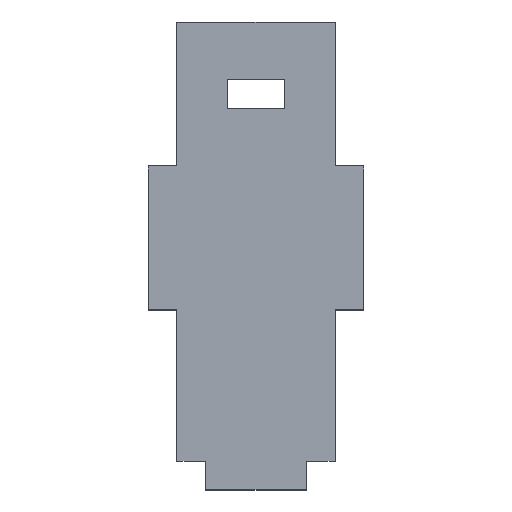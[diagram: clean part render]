
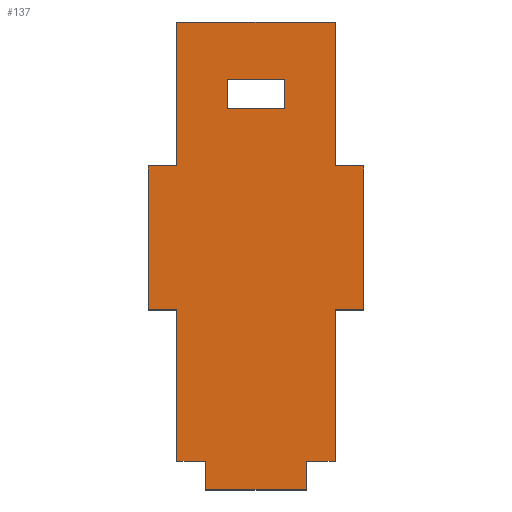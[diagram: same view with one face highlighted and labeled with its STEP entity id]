
A CAD part, top view. The second image highlights one B-rep face of the part: STEP entity #137.
In plain terms, the highlighted planar face has unit normal (0, 0, 1).
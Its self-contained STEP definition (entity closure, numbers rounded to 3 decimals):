
#113=FACE_BOUND('',#201,.T.);
#114=FACE_BOUND('',#202,.T.);
#137=ADVANCED_FACE('',(#113,#114),#159,.T.);
#159=PLANE('',#735);
#201=EDGE_LOOP('',(#285,#286,#287,#288,#289,#290,#291,#292,#293,#294,#295,
#296,#297,#298,#299,#300));
#202=EDGE_LOOP('',(#301,#302,#303,#304));
#285=ORIENTED_EDGE('',*,*,#377,.T.);
#286=ORIENTED_EDGE('',*,*,#381,.T.);
#287=ORIENTED_EDGE('',*,*,#384,.T.);
#288=ORIENTED_EDGE('',*,*,#387,.T.);
#289=ORIENTED_EDGE('',*,*,#390,.T.);
#290=ORIENTED_EDGE('',*,*,#393,.T.);
#291=ORIENTED_EDGE('',*,*,#396,.T.);
#292=ORIENTED_EDGE('',*,*,#399,.T.);
#293=ORIENTED_EDGE('',*,*,#402,.T.);
#294=ORIENTED_EDGE('',*,*,#405,.T.);
#295=ORIENTED_EDGE('',*,*,#408,.T.);
#296=ORIENTED_EDGE('',*,*,#411,.T.);
#297=ORIENTED_EDGE('',*,*,#414,.T.);
#298=ORIENTED_EDGE('',*,*,#417,.T.);
#299=ORIENTED_EDGE('',*,*,#420,.T.);
#300=ORIENTED_EDGE('',*,*,#422,.T.);
#301=ORIENTED_EDGE('',*,*,#367,.T.);
#302=ORIENTED_EDGE('',*,*,#371,.T.);
#303=ORIENTED_EDGE('',*,*,#374,.T.);
#304=ORIENTED_EDGE('',*,*,#424,.T.);
#327=VERTEX_POINT('',#896);
#328=VERTEX_POINT('',#898);
#330=VERTEX_POINT('',#904);
#332=VERTEX_POINT('',#910);
#335=VERTEX_POINT('',#917);
#336=VERTEX_POINT('',#919);
#338=VERTEX_POINT('',#925);
#340=VERTEX_POINT('',#931);
#342=VERTEX_POINT('',#937);
#344=VERTEX_POINT('',#943);
#346=VERTEX_POINT('',#949);
#348=VERTEX_POINT('',#955);
#350=VERTEX_POINT('',#961);
#352=VERTEX_POINT('',#967);
#354=VERTEX_POINT('',#973);
#356=VERTEX_POINT('',#979);
#358=VERTEX_POINT('',#985);
#360=VERTEX_POINT('',#991);
#362=VERTEX_POINT('',#997);
#364=VERTEX_POINT('',#1003);
#367=EDGE_CURVE('',#328,#327,#517,.T.);
#371=EDGE_CURVE('',#327,#330,#521,.T.);
#374=EDGE_CURVE('',#330,#332,#524,.T.);
#377=EDGE_CURVE('',#336,#335,#527,.T.);
#381=EDGE_CURVE('',#335,#338,#531,.T.);
#384=EDGE_CURVE('',#338,#340,#534,.T.);
#387=EDGE_CURVE('',#340,#342,#537,.T.);
#390=EDGE_CURVE('',#342,#344,#540,.T.);
#393=EDGE_CURVE('',#344,#346,#543,.T.);
#396=EDGE_CURVE('',#346,#348,#546,.T.);
#399=EDGE_CURVE('',#348,#350,#549,.T.);
#402=EDGE_CURVE('',#350,#352,#552,.T.);
#405=EDGE_CURVE('',#352,#354,#555,.T.);
#408=EDGE_CURVE('',#354,#356,#558,.T.);
#411=EDGE_CURVE('',#356,#358,#561,.T.);
#414=EDGE_CURVE('',#358,#360,#564,.T.);
#417=EDGE_CURVE('',#360,#362,#567,.T.);
#420=EDGE_CURVE('',#362,#364,#570,.T.);
#422=EDGE_CURVE('',#364,#336,#572,.T.);
#424=EDGE_CURVE('',#332,#328,#574,.T.);
#517=LINE('',#897,#599);
#521=LINE('',#905,#603);
#524=LINE('',#911,#606);
#527=LINE('',#918,#609);
#531=LINE('',#926,#613);
#534=LINE('',#932,#616);
#537=LINE('',#938,#619);
#540=LINE('',#944,#622);
#543=LINE('',#950,#625);
#546=LINE('',#956,#628);
#549=LINE('',#962,#631);
#552=LINE('',#968,#634);
#555=LINE('',#974,#637);
#558=LINE('',#980,#640);
#561=LINE('',#986,#643);
#564=LINE('',#992,#646);
#567=LINE('',#998,#649);
#570=LINE('',#1004,#652);
#572=LINE('',#1007,#654);
#574=LINE('',#1010,#656);
#599=VECTOR('',#765,1.);
#603=VECTOR('',#771,1.);
#606=VECTOR('',#776,1.);
#609=VECTOR('',#781,1.);
#613=VECTOR('',#787,1.);
#616=VECTOR('',#792,1.);
#619=VECTOR('',#797,1.);
#622=VECTOR('',#802,1.);
#625=VECTOR('',#807,1.);
#628=VECTOR('',#812,1.);
#631=VECTOR('',#817,1.);
#634=VECTOR('',#822,1.);
#637=VECTOR('',#827,1.);
#640=VECTOR('',#832,1.);
#643=VECTOR('',#837,1.);
#646=VECTOR('',#842,1.);
#649=VECTOR('',#847,1.);
#652=VECTOR('',#852,1.);
#654=VECTOR('',#856,1.);
#656=VECTOR('',#860,1.);
#735=AXIS2_PLACEMENT_3D('',#1012,#863,#864);
#765=DIRECTION('',(0.,1.,0.));
#771=DIRECTION('',(1.,0.,0.));
#776=DIRECTION('',(0.,-1.,0.));
#781=DIRECTION('',(0.,-1.,0.));
#787=DIRECTION('',(1.,0.,0.));
#792=DIRECTION('',(0.,-1.,0.));
#797=DIRECTION('',(1.,0.,0.));
#802=DIRECTION('',(0.,-1.,0.));
#807=DIRECTION('',(1.,0.,0.));
#812=DIRECTION('',(0.,1.,0.));
#817=DIRECTION('',(1.,0.,0.));
#822=DIRECTION('',(0.,1.,0.));
#827=DIRECTION('',(1.,0.,0.));
#832=DIRECTION('',(0.,1.,0.));
#837=DIRECTION('',(-1.,0.,0.));
#842=DIRECTION('',(0.,1.,0.));
#847=DIRECTION('',(-1.,0.,0.));
#852=DIRECTION('',(0.,-1.,0.));
#856=DIRECTION('',(-1.,0.,0.));
#860=DIRECTION('',(-1.,0.,0.));
#863=DIRECTION('',(0.,0.,1.));
#864=DIRECTION('',(1.,0.,0.));
#896=CARTESIAN_POINT('',(-4.,42.125,4.));
#897=CARTESIAN_POINT('',(-4.,38.125,4.));
#898=CARTESIAN_POINT('',(-4.,38.125,4.));
#904=CARTESIAN_POINT('',(4.,42.125,4.));
#905=CARTESIAN_POINT('',(-4.,42.125,4.));
#910=CARTESIAN_POINT('',(4.,38.125,4.));
#911=CARTESIAN_POINT('',(4.,42.125,4.));
#917=CARTESIAN_POINT('',(-15.,10.125,4.));
#918=CARTESIAN_POINT('',(-15.,30.125,4.));
#919=CARTESIAN_POINT('',(-15.,30.125,4.));
#925=CARTESIAN_POINT('',(-11.,10.125,4.));
#926=CARTESIAN_POINT('',(-15.,10.125,4.));
#931=CARTESIAN_POINT('',(-11.,-10.875,4.));
#932=CARTESIAN_POINT('',(-11.,10.125,4.));
#937=CARTESIAN_POINT('',(-7.,-10.875,4.));
#938=CARTESIAN_POINT('',(-11.,-10.875,4.));
#943=CARTESIAN_POINT('',(-7.,-14.875,4.));
#944=CARTESIAN_POINT('',(-7.,-10.875,4.));
#949=CARTESIAN_POINT('',(7.,-14.875,4.));
#950=CARTESIAN_POINT('',(-7.,-14.875,4.));
#955=CARTESIAN_POINT('',(7.,-10.875,4.));
#956=CARTESIAN_POINT('',(7.,-14.875,4.));
#961=CARTESIAN_POINT('',(11.,-10.875,4.));
#962=CARTESIAN_POINT('',(7.,-10.875,4.));
#967=CARTESIAN_POINT('',(11.,10.125,4.));
#968=CARTESIAN_POINT('',(11.,-10.875,4.));
#973=CARTESIAN_POINT('',(15.,10.125,4.));
#974=CARTESIAN_POINT('',(11.,10.125,4.));
#979=CARTESIAN_POINT('',(15.,30.125,4.));
#980=CARTESIAN_POINT('',(15.,10.125,4.));
#985=CARTESIAN_POINT('',(11.,30.125,4.));
#986=CARTESIAN_POINT('',(15.,30.125,4.));
#991=CARTESIAN_POINT('',(11.,50.125,4.));
#992=CARTESIAN_POINT('',(11.,30.125,4.));
#997=CARTESIAN_POINT('',(-11.,50.125,4.));
#998=CARTESIAN_POINT('',(11.,50.125,4.));
#1003=CARTESIAN_POINT('',(-11.,30.125,4.));
#1004=CARTESIAN_POINT('',(-11.,50.125,4.));
#1007=CARTESIAN_POINT('',(-11.,30.125,4.));
#1010=CARTESIAN_POINT('',(4.,38.125,4.));
#1012=CARTESIAN_POINT('',(0.,0.,4.));
